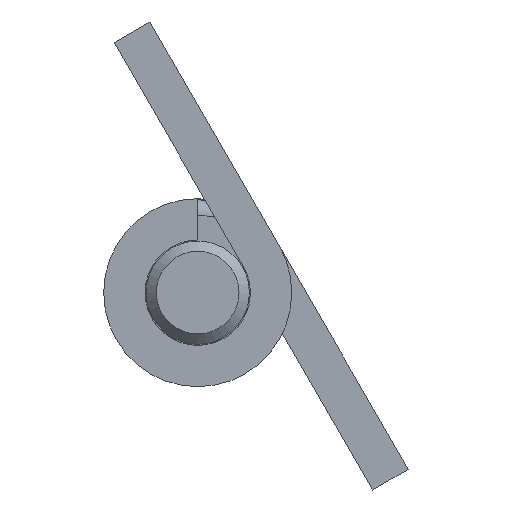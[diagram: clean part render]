
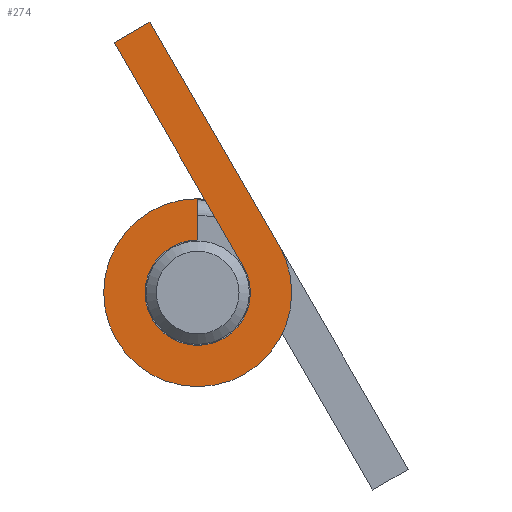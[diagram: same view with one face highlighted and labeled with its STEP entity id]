
A CAD part, front view. The second image highlights one B-rep face of the part: STEP entity #274.
In plain terms, the highlighted planar face has unit normal (0, -1, 0).
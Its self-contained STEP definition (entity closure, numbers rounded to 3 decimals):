
#43=PLANE('',#373);
#64=FACE_OUTER_BOUND('',#83,.T.);
#83=EDGE_LOOP('',(#250,#251,#252,#253,#254,#255));
#88=LINE('',#511,#106);
#92=LINE('',#519,#110);
#95=LINE('',#525,#113);
#99=LINE('',#537,#117);
#106=VECTOR('',#429,10.);
#110=VECTOR('',#435,10.);
#113=VECTOR('',#440,10.);
#117=VECTOR('',#452,10.);
#131=CIRCLE('',#366,5.1);
#133=CIRCLE('',#370,9.1);
#145=VERTEX_POINT('',#509);
#146=VERTEX_POINT('',#510);
#149=VERTEX_POINT('',#518);
#151=VERTEX_POINT('',#524);
#153=VERTEX_POINT('',#530);
#155=VERTEX_POINT('',#536);
#172=EDGE_CURVE('',#145,#146,#88,.T.);
#176=EDGE_CURVE('',#149,#145,#92,.T.);
#179=EDGE_CURVE('',#151,#149,#95,.T.);
#182=EDGE_CURVE('',#153,#151,#131,.T.);
#185=EDGE_CURVE('',#155,#153,#99,.T.);
#188=EDGE_CURVE('',#146,#155,#133,.T.);
#250=ORIENTED_EDGE('',*,*,#188,.F.);
#251=ORIENTED_EDGE('',*,*,#172,.F.);
#252=ORIENTED_EDGE('',*,*,#176,.F.);
#253=ORIENTED_EDGE('',*,*,#179,.F.);
#254=ORIENTED_EDGE('',*,*,#182,.F.);
#255=ORIENTED_EDGE('',*,*,#185,.F.);
#274=ADVANCED_FACE('',(#64),#43,.F.);
#366=AXIS2_PLACEMENT_3D('',#531,#445,#446);
#370=AXIS2_PLACEMENT_3D('',#542,#457,#458);
#373=AXIS2_PLACEMENT_3D('',#545,#463,#464);
#429=DIRECTION('',(0.,0.,-1.));
#435=DIRECTION('',(1.,0.,0.));
#440=DIRECTION('',(0.,0.,1.));
#445=DIRECTION('center_axis',(0.,-1.,0.));
#446=DIRECTION('ref_axis',(-1.,0.,0.));
#452=DIRECTION('',(-0.5,0.,-0.866));
#457=DIRECTION('center_axis',(0.,1.,0.));
#458=DIRECTION('ref_axis',(1.,0.,0.));
#463=DIRECTION('center_axis',(0.,1.,0.));
#464=DIRECTION('ref_axis',(0.,0.,1.));
#509=CARTESIAN_POINT('',(0.,0.,0.));
#510=CARTESIAN_POINT('',(0.,0.,-25.));
#511=CARTESIAN_POINT('',(0.,0.,0.));
#518=CARTESIAN_POINT('',(-4.,0.,0.));
#519=CARTESIAN_POINT('',(-4.,0.,0.));
#524=CARTESIAN_POINT('',(-4.,0.,-25.));
#525=CARTESIAN_POINT('',(-4.,0.,-25.));
#530=CARTESIAN_POINT('',(-6.55,0.,-20.583));
#531=CARTESIAN_POINT('Origin',(-9.1,0.,-25.));
#536=CARTESIAN_POINT('',(-4.55,0.,-17.119));
#537=CARTESIAN_POINT('',(-4.55,0.,-17.119));
#542=CARTESIAN_POINT('Origin',(-9.1,0.,-25.));
#545=CARTESIAN_POINT('Origin',(-9.1,0.,-17.05));
